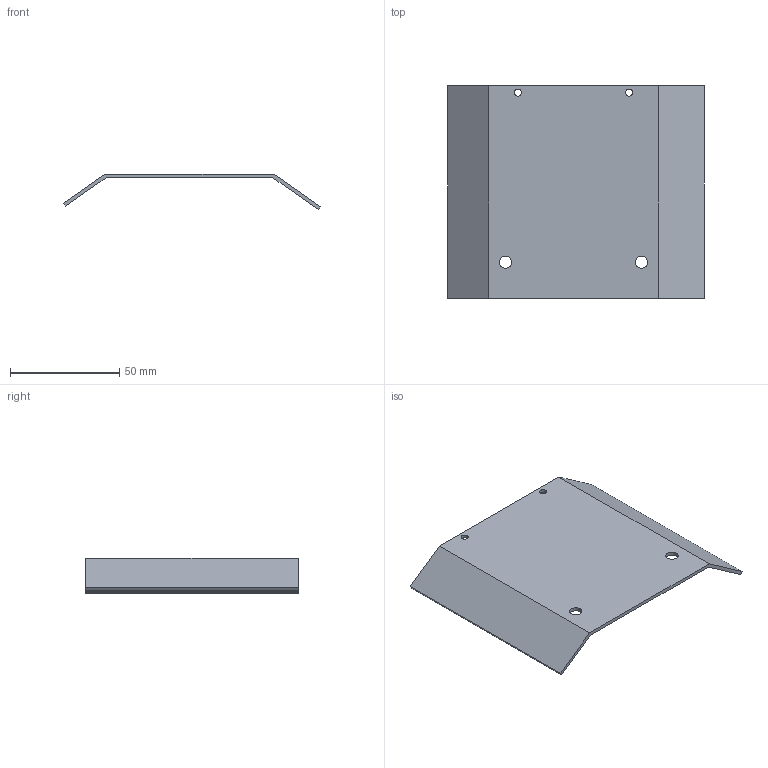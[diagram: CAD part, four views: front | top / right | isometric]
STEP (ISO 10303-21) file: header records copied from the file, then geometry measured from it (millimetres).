
FILE_DESCRIPTION(/* description */ (''),/* implementation_level */ '2;1');
FILE_NAME(/* name */ 'solar sheild.stp',/* time_stamp */ '2017-03-13T18:25:10-04:00',/* author */ ('qupec'),/* organization */ (''),/* preprocessor_version */ 'ST-DEVELOPER v16.5',/* originating_system */ 'Autodesk Inventor 2017',/* authorisation */ '');
FILE_SCHEMA (('AUTOMOTIVE_DESIGN { 1 0 10303 214 3 1 1 }'));
Length unit declared in the file: inch
Products named in the file (1): solar sheild
Bounding box: 117.4 x 97.16 x 16.16 mm (x, y, z)
Volume: 19215.6 mm3; surface area: 25002.4 mm2
Topology: 1 solids, 1 shells, 14 faces, 38 edges, 26 vertices
Faces by surface type: plane 10, cylinder 4
Full cylindrical faces by diameter (mm): 3.2 x2, 5.588 x2
Entity records: 456 total; most frequent: CARTESIAN_POINT 71, DIRECTION 70, ORIENTED_EDGE 64, EDGE_CURVE 32, EDGE_LOOP 26, LINE 24, VECTOR 24, VERTEX_POINT 24
